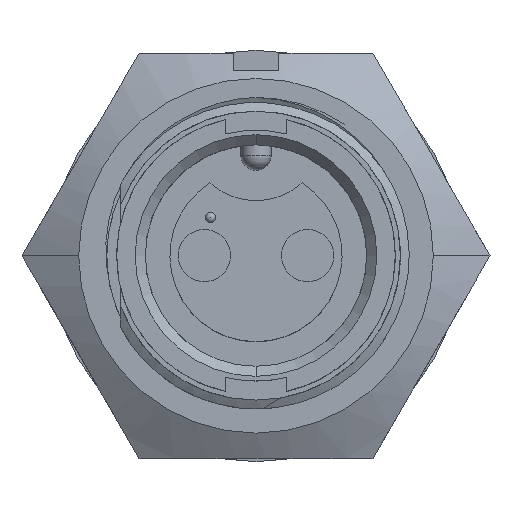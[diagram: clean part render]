
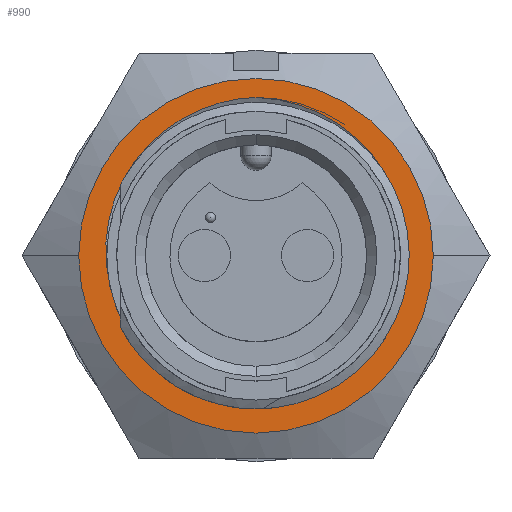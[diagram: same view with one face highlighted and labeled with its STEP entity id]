
A CAD part, top view. The second image highlights one B-rep face of the part: STEP entity #990.
In plain terms, the highlighted planar face has unit normal (0, 0, 1).
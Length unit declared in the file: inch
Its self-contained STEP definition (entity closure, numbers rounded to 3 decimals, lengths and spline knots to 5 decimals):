
#39 = B_SPLINE_CURVE_WITH_KNOTS ( 'NONE', 3,
 ( #8805, #8806, #8807, #8808, #8809, #8810, #8811, #8812, #8813, #8814, #8815, #8816, #8817, #8818, #8819, #8820, #8821, #8822, #8823, #8824 ),
 .UNSPECIFIED., .F., .F.,
 ( 4, 2, 2, 2, 2, 2, 2, 2, 2, 4 ),
 ( 0., 0.00086, 0.00171, 0.00343, 0.00514, 0.00685, 0.00856, 0.01028, 0.01199, 0.0137 ),
 .UNSPECIFIED. ) ;
#68 = CIRCLE ( 'NONE', #2803, 0.2945 ) ;
#86 = CIRCLE ( 'NONE', #2797, 0.35 ) ;
#115 = CIRCLE ( 'NONE', #133, 0.35 ) ;
#133 = AXIS2_PLACEMENT_3D ( 'NONE', #9102, #9103, #9104 ) ;
#798 = EDGE_CURVE ( 'NONE', #2963, #3159, #3421, .T. ) ;
#883 = EDGE_CURVE ( 'NONE', #3296, #3132, #115, .T. ) ;
#955 = EDGE_CURVE ( 'NONE', #3132, #3296, #86, .T. ) ;
#990 = ADVANCED_FACE ( 'NONE', ( #2784, #2775 ), #7683, .F. ) ;
#1000 = EDGE_CURVE ( 'NONE', #3204, #3159, #68, .T. ) ;
#1074 = EDGE_CURVE ( 'NONE', #3204, #2963, #39, .T. ) ;
#1324 = EDGE_LOOP ( 'NONE', ( #2900, #3104, #3135 ) ) ;
#1365 = EDGE_LOOP ( 'NONE', ( #3087, #3003 ) ) ;
#2775 = FACE_OUTER_BOUND ( 'NONE', #1365, .T. ) ;
#2784 = FACE_BOUND ( 'NONE', #1324, .T. ) ;
#2790 = AXIS2_PLACEMENT_3D ( 'NONE', #7684, #7685, #7686 ) ;
#2797 = AXIS2_PLACEMENT_3D ( 'NONE', #4136, #4137, #4138 ) ;
#2803 = AXIS2_PLACEMENT_3D ( 'NONE', #7731, #7732, #7733 ) ;
#2900 = ORIENTED_EDGE ( 'NONE', *, *, #1074, .T. ) ;
#2963 = VERTEX_POINT ( 'NONE', #6458 ) ;
#3003 = ORIENTED_EDGE ( 'NONE', *, *, #883, .F. ) ;
#3087 = ORIENTED_EDGE ( 'NONE', *, *, #955, .F. ) ;
#3104 = ORIENTED_EDGE ( 'NONE', *, *, #798, .T. ) ;
#3132 = VERTEX_POINT ( 'NONE', #6496 ) ;
#3135 = ORIENTED_EDGE ( 'NONE', *, *, #1000, .F. ) ;
#3159 = VERTEX_POINT ( 'NONE', #6516 ) ;
#3204 = VERTEX_POINT ( 'NONE', #6557 ) ;
#3296 = VERTEX_POINT ( 'NONE', #6645 ) ;
#3421 = B_SPLINE_CURVE_WITH_KNOTS ( 'NONE', 3,
 ( #5649, #5650, #5651, #5652, #5653, #5654, #5655, #5656, #5657, #5658, #5659, #5660, #5661, #5662, #5663, #5664, #5665, #5666, #5667, #5668 ),
 .UNSPECIFIED., .F., .F.,
 ( 4, 2, 2, 2, 2, 2, 2, 2, 2, 4 ),
 ( 0., 0.00086, 0.00171, 0.00343, 0.00514, 0.00685, 0.00856, 0.01028, 0.01199, 0.0137 ),
 .UNSPECIFIED. ) ;
#4136 = CARTESIAN_POINT ( 'NONE',  ( 0., 0., -0.2822 ) ) ;
#4137 = DIRECTION ( 'NONE',  ( 0., 0., -1. ) ) ;
#4138 = DIRECTION ( 'NONE',  ( -1., 0., 0. ) ) ;
#5649 = CARTESIAN_POINT ( 'NONE',  ( 0., 0.3125, -0.2822 ) ) ;
#5650 = CARTESIAN_POINT ( 'NONE',  ( 0.01126, 0.31215, -0.2822 ) ) ;
#5651 = CARTESIAN_POINT ( 'NONE',  ( 0.02246, 0.31119, -0.2822 ) ) ;
#5652 = CARTESIAN_POINT ( 'NONE',  ( 0.04473, 0.30804, -0.2822 ) ) ;
#5653 = CARTESIAN_POINT ( 'NONE',  ( 0.0558, 0.30585, -0.2822 ) ) ;
#5654 = CARTESIAN_POINT ( 'NONE',  ( 0.08828, 0.29757, -0.2822 ) ) ;
#5655 = CARTESIAN_POINT ( 'NONE',  ( 0.1092, 0.28976, -0.2822 ) ) ;
#5656 = CARTESIAN_POINT ( 'NONE',  ( 0.14943, 0.26947, -0.2822 ) ) ;
#5657 = CARTESIAN_POINT ( 'NONE',  ( 0.16807, 0.25734, -0.2822 ) ) ;
#5658 = CARTESIAN_POINT ( 'NONE',  ( 0.20255, 0.22923, -0.2822 ) ) ;
#5659 = CARTESIAN_POINT ( 'NONE',  ( 0.21849, 0.2131, -0.2822 ) ) ;
#5660 = CARTESIAN_POINT ( 'NONE',  ( 0.24626, 0.1778, -0.2822 ) ) ;
#5661 = CARTESIAN_POINT ( 'NONE',  ( 0.25816, 0.15857, -0.2822 ) ) ;
#5662 = CARTESIAN_POINT ( 'NONE',  ( 0.27742, 0.11786, -0.2822 ) ) ;
#5663 = CARTESIAN_POINT ( 'NONE',  ( 0.28463, 0.09675, -0.2822 ) ) ;
#5664 = CARTESIAN_POINT ( 'NONE',  ( 0.2943, 0.05334, -0.2822 ) ) ;
#5665 = CARTESIAN_POINT ( 'NONE',  ( 0.29673, 0.03074, -0.2822 ) ) ;
#5666 = CARTESIAN_POINT ( 'NONE',  ( 0.29654, -0.01383, -0.2822 ) ) ;
#5667 = CARTESIAN_POINT ( 'NONE',  ( 0.29395, -0.03594, -0.2822 ) ) ;
#5668 = CARTESIAN_POINT ( 'NONE',  ( 0.28876, -0.05788, -0.2822 ) ) ;
#6458 = CARTESIAN_POINT ( 'NONE',  ( 0., 0.3125, -0.2822 ) ) ;
#6496 = CARTESIAN_POINT ( 'NONE',  ( -0.35, 0., -0.2822 ) ) ;
#6516 = CARTESIAN_POINT ( 'NONE',  ( 0.28876, -0.05788, -0.2822 ) ) ;
#6557 = CARTESIAN_POINT ( 'NONE',  ( -0.28876, -0.05788, -0.2822 ) ) ;
#6645 = CARTESIAN_POINT ( 'NONE',  ( 0.35, 0., -0.2822 ) ) ;
#7683 = PLANE ( 'NONE',  #2790 ) ;
#7684 = CARTESIAN_POINT ( 'NONE',  ( -0.23094, -0.4, -0.2822 ) ) ;
#7685 = DIRECTION ( 'NONE',  ( 0., 0., -1. ) ) ;
#7686 = DIRECTION ( 'NONE',  ( -1., 0., 0. ) ) ;
#7731 = CARTESIAN_POINT ( 'NONE',  ( 0., 0., -0.2822 ) ) ;
#7732 = DIRECTION ( 'NONE',  ( 0., 0., 1. ) ) ;
#7733 = DIRECTION ( 'NONE',  ( 1., 0., 0. ) ) ;
#8805 = CARTESIAN_POINT ( 'NONE',  ( -0.28876, -0.05788, -0.2822 ) ) ;
#8806 = CARTESIAN_POINT ( 'NONE',  ( -0.29136, -0.04691, -0.2822 ) ) ;
#8807 = CARTESIAN_POINT ( 'NONE',  ( -0.29331, -0.03584, -0.2822 ) ) ;
#8808 = CARTESIAN_POINT ( 'NONE',  ( -0.29594, -0.01351, -0.2822 ) ) ;
#8809 = CARTESIAN_POINT ( 'NONE',  ( -0.2966, -0.00224, -0.2822 ) ) ;
#8810 = CARTESIAN_POINT ( 'NONE',  ( -0.2967, 0.03127, -0.2822 ) ) ;
#8811 = CARTESIAN_POINT ( 'NONE',  ( -0.2943, 0.05346, -0.2822 ) ) ;
#8812 = CARTESIAN_POINT ( 'NONE',  ( -0.28445, 0.09743, -0.2822 ) ) ;
#8813 = CARTESIAN_POINT ( 'NONE',  ( -0.27717, 0.11846, -0.2822 ) ) ;
#8814 = CARTESIAN_POINT ( 'NONE',  ( -0.25809, 0.15867, -0.2822 ) ) ;
#8815 = CARTESIAN_POINT ( 'NONE',  ( -0.24611, 0.178, -0.2822 ) ) ;
#8816 = CARTESIAN_POINT ( 'NONE',  ( -0.21858, 0.21298, -0.2822 ) ) ;
#8817 = CARTESIAN_POINT ( 'NONE',  ( -0.20298, 0.22885, -0.2822 ) ) ;
#8818 = CARTESIAN_POINT ( 'NONE',  ( -0.16811, 0.25734, -0.2822 ) ) ;
#8819 = CARTESIAN_POINT ( 'NONE',  ( -0.14941, 0.26946, -0.2822 ) ) ;
#8820 = CARTESIAN_POINT ( 'NONE',  ( -0.10971, 0.28953, -0.2822 ) ) ;
#8821 = CARTESIAN_POINT ( 'NONE',  ( -0.0885, 0.29751, -0.2822 ) ) ;
#8822 = CARTESIAN_POINT ( 'NONE',  ( -0.04496, 0.30862, -0.2822 ) ) ;
#8823 = CARTESIAN_POINT ( 'NONE',  ( -0.02252, 0.3118, -0.2822 ) ) ;
#8824 = CARTESIAN_POINT ( 'NONE',  ( 0., 0.3125, -0.2822 ) ) ;
#9102 = CARTESIAN_POINT ( 'NONE',  ( 0., 0., -0.2822 ) ) ;
#9103 = DIRECTION ( 'NONE',  ( 0., 0., -1. ) ) ;
#9104 = DIRECTION ( 'NONE',  ( -1., 0., 0. ) ) ;
